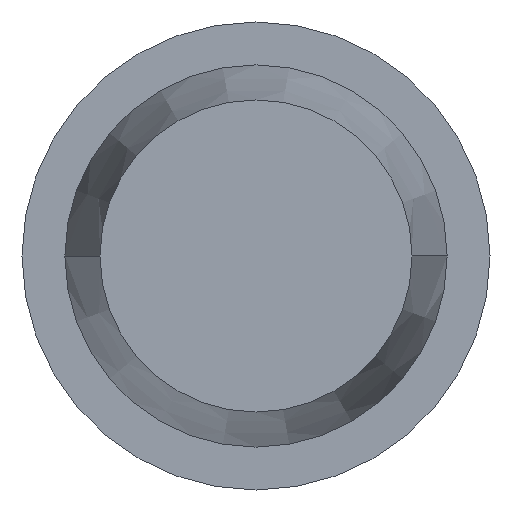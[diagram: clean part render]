
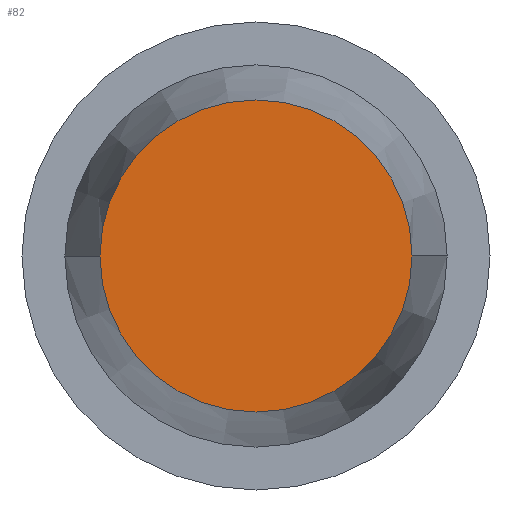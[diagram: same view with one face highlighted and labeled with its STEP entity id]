
A CAD part, front view. The second image highlights one B-rep face of the part: STEP entity #82.
In plain terms, the highlighted planar face has unit normal (0, -1, 0).
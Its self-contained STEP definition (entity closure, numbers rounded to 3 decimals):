
#51 = CIRCLE ( 'NONE', #115, 1. ) ;
#53 = CIRCLE ( 'NONE', #243, 1. ) ;
#62 = EDGE_LOOP ( 'NONE', ( #168, #397 ) ) ;
#72 = EDGE_CURVE ( 'NONE', #381, #134, #53, .T. ) ;
#82 = ADVANCED_FACE ( 'NONE', ( #113 ), #144, .F. ) ;
#87 = DIRECTION ( 'NONE',  ( -1., 0., 0. ) ) ;
#90 = CARTESIAN_POINT ( 'NONE',  ( 0., -13.5, 0. ) ) ;
#113 = FACE_OUTER_BOUND ( 'NONE', #62, .T. ) ;
#115 = AXIS2_PLACEMENT_3D ( 'NONE', #316, #229, #132 ) ;
#132 = DIRECTION ( 'NONE',  ( -1., 0., 0. ) ) ;
#134 = VERTEX_POINT ( 'NONE', #283 ) ;
#140 = EDGE_CURVE ( 'NONE', #134, #381, #51, .T. ) ;
#141 = CARTESIAN_POINT ( 'NONE',  ( 1., -13.5, 0. ) ) ;
#144 = PLANE ( 'NONE',  #331 ) ;
#168 = ORIENTED_EDGE ( 'NONE', *, *, #140, .F. ) ;
#185 = DIRECTION ( 'NONE',  ( 0., 1., 0. ) ) ;
#188 = CARTESIAN_POINT ( 'NONE',  ( 0., -13.5, 0. ) ) ;
#229 = DIRECTION ( 'NONE',  ( 0., 1., 0. ) ) ;
#243 = AXIS2_PLACEMENT_3D ( 'NONE', #90, #185, #338 ) ;
#283 = CARTESIAN_POINT ( 'NONE',  ( -1., -13.5, 0. ) ) ;
#316 = CARTESIAN_POINT ( 'NONE',  ( 0., -13.5, 0. ) ) ;
#331 = AXIS2_PLACEMENT_3D ( 'NONE', #188, #366, #87 ) ;
#338 = DIRECTION ( 'NONE',  ( -1., 0., 0. ) ) ;
#366 = DIRECTION ( 'NONE',  ( 0., 1., 0. ) ) ;
#381 = VERTEX_POINT ( 'NONE', #141 ) ;
#397 = ORIENTED_EDGE ( 'NONE', *, *, #72, .F. ) ;
